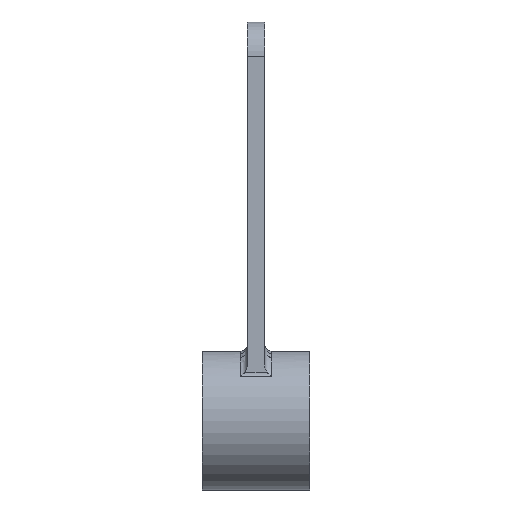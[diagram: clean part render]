
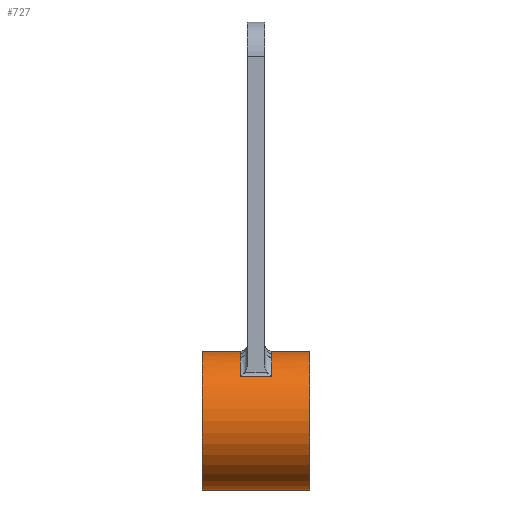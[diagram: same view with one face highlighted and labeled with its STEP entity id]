
A CAD part, left-side view. The second image highlights one B-rep face of the part: STEP entity #727.
In plain terms, the highlighted cylindrical face has radius 20 mm (diameter 40 mm), a partial arc.
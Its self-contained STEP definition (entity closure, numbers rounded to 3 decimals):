
#13 = DIRECTION ( 'NONE',  ( 0., -1., 0. ) ) ;
#21 = ORIENTED_EDGE ( 'NONE', *, *, #1011, .T. ) ;
#63 = AXIS2_PLACEMENT_3D ( 'NONE', #482, #1108, #716 ) ;
#109 = AXIS2_PLACEMENT_3D ( 'NONE', #341, #746, #752 ) ;
#125 = VERTEX_POINT ( 'NONE', #386 ) ;
#138 = LINE ( 'NONE', #571, #761 ) ;
#142 = VERTEX_POINT ( 'NONE', #1367 ) ;
#152 = VECTOR ( 'NONE', #305, 1000. ) ;
#156 = CARTESIAN_POINT ( 'NONE',  ( 0., 15.5, -20. ) ) ;
#172 = LINE ( 'NONE', #286, #152 ) ;
#179 = ORIENTED_EDGE ( 'NONE', *, *, #1112, .T. ) ;
#214 = CARTESIAN_POINT ( 'NONE',  ( 0., -4.5, 20. ) ) ;
#223 = VECTOR ( 'NONE', #347, 1000. ) ;
#253 = ORIENTED_EDGE ( 'NONE', *, *, #862, .T. ) ;
#268 = CIRCLE ( 'NONE', #1058, 20. ) ;
#286 = CARTESIAN_POINT ( 'NONE',  ( -15.455, 15.5, 12.695 ) ) ;
#305 = DIRECTION ( 'NONE',  ( 0., 1., 0. ) ) ;
#323 = CARTESIAN_POINT ( 'NONE',  ( -15.455, 4.5, 12.695 ) ) ;
#334 = CYLINDRICAL_SURFACE ( 'NONE', #109, 20. ) ;
#341 = CARTESIAN_POINT ( 'NONE',  ( 0., 15.5, 0. ) ) ;
#347 = DIRECTION ( 'NONE',  ( 0., -1., 0. ) ) ;
#364 = LINE ( 'NONE', #470, #223 ) ;
#365 = ORIENTED_EDGE ( 'NONE', *, *, #616, .T. ) ;
#386 = CARTESIAN_POINT ( 'NONE',  ( 0., 4.5, 20. ) ) ;
#398 = DIRECTION ( 'NONE',  ( 1., 0., 0. ) ) ;
#407 = AXIS2_PLACEMENT_3D ( 'NONE', #771, #658, #434 ) ;
#434 = DIRECTION ( 'NONE',  ( 1., 0., 0. ) ) ;
#470 = CARTESIAN_POINT ( 'NONE',  ( 0., 15.5, 20. ) ) ;
#478 = VECTOR ( 'NONE', #13, 1000. ) ;
#482 = CARTESIAN_POINT ( 'NONE',  ( 0., -15.5, 0. ) ) ;
#510 = CARTESIAN_POINT ( 'NONE',  ( 0., 15.5, 0. ) ) ;
#523 = ORIENTED_EDGE ( 'NONE', *, *, #1029, .F. ) ;
#552 = FACE_OUTER_BOUND ( 'NONE', #1211, .T. ) ;
#571 = CARTESIAN_POINT ( 'NONE',  ( 0., 15.5, -20. ) ) ;
#583 = CIRCLE ( 'NONE', #1223, 20. ) ;
#602 = EDGE_CURVE ( 'NONE', #841, #142, #583, .T. ) ;
#616 = EDGE_CURVE ( 'NONE', #1065, #998, #172, .T. ) ;
#650 = CARTESIAN_POINT ( 'NONE',  ( 0., -15.5, -20. ) ) ;
#658 = DIRECTION ( 'NONE',  ( 0., -1., 0. ) ) ;
#679 = CIRCLE ( 'NONE', #63, 20. ) ;
#707 = ORIENTED_EDGE ( 'NONE', *, *, #602, .F. ) ;
#714 = VERTEX_POINT ( 'NONE', #214 ) ;
#715 = DIRECTION ( 'NONE',  ( 0., 1., 0. ) ) ;
#716 = DIRECTION ( 'NONE',  ( 0., 0., 1. ) ) ;
#727 = ADVANCED_FACE ( 'NONE', ( #552 ), #334, .T. ) ;
#730 = DIRECTION ( 'NONE',  ( 0., 1., 0. ) ) ;
#746 = DIRECTION ( 'NONE',  ( 0., -1., 0. ) ) ;
#752 = DIRECTION ( 'NONE',  ( 0., 0., -1. ) ) ;
#761 = VECTOR ( 'NONE', #1314, 1000. ) ;
#771 = CARTESIAN_POINT ( 'NONE',  ( 0., -4.5, 0. ) ) ;
#790 = ORIENTED_EDGE ( 'NONE', *, *, #1237, .T. ) ;
#820 = ORIENTED_EDGE ( 'NONE', *, *, #824, .F. ) ;
#824 = EDGE_CURVE ( 'NONE', #142, #125, #364, .T. ) ;
#841 = VERTEX_POINT ( 'NONE', #156 ) ;
#856 = LINE ( 'NONE', #1307, #478 ) ;
#862 = EDGE_CURVE ( 'NONE', #841, #927, #138, .T. ) ;
#872 = CIRCLE ( 'NONE', #407, 20. ) ;
#886 = VERTEX_POINT ( 'NONE', #1308 ) ;
#927 = VERTEX_POINT ( 'NONE', #650 ) ;
#998 = VERTEX_POINT ( 'NONE', #323 ) ;
#1011 = EDGE_CURVE ( 'NONE', #714, #1065, #872, .T. ) ;
#1029 = EDGE_CURVE ( 'NONE', #714, #886, #856, .T. ) ;
#1058 = AXIS2_PLACEMENT_3D ( 'NONE', #1156, #730, #398 ) ;
#1065 = VERTEX_POINT ( 'NONE', #1081 ) ;
#1081 = CARTESIAN_POINT ( 'NONE',  ( -15.455, -4.5, 12.695 ) ) ;
#1108 = DIRECTION ( 'NONE',  ( 0., 1., 0. ) ) ;
#1112 = EDGE_CURVE ( 'NONE', #927, #886, #679, .T. ) ;
#1156 = CARTESIAN_POINT ( 'NONE',  ( 0., 4.5, 0. ) ) ;
#1211 = EDGE_LOOP ( 'NONE', ( #820, #707, #253, #179, #523, #21, #365, #790 ) ) ;
#1223 = AXIS2_PLACEMENT_3D ( 'NONE', #510, #715, #1257 ) ;
#1237 = EDGE_CURVE ( 'NONE', #998, #125, #268, .T. ) ;
#1257 = DIRECTION ( 'NONE',  ( 0., 0., 1. ) ) ;
#1307 = CARTESIAN_POINT ( 'NONE',  ( 0., 15.5, 20. ) ) ;
#1308 = CARTESIAN_POINT ( 'NONE',  ( 0., -15.5, 20. ) ) ;
#1314 = DIRECTION ( 'NONE',  ( 0., -1., 0. ) ) ;
#1367 = CARTESIAN_POINT ( 'NONE',  ( 0., 15.5, 20. ) ) ;
